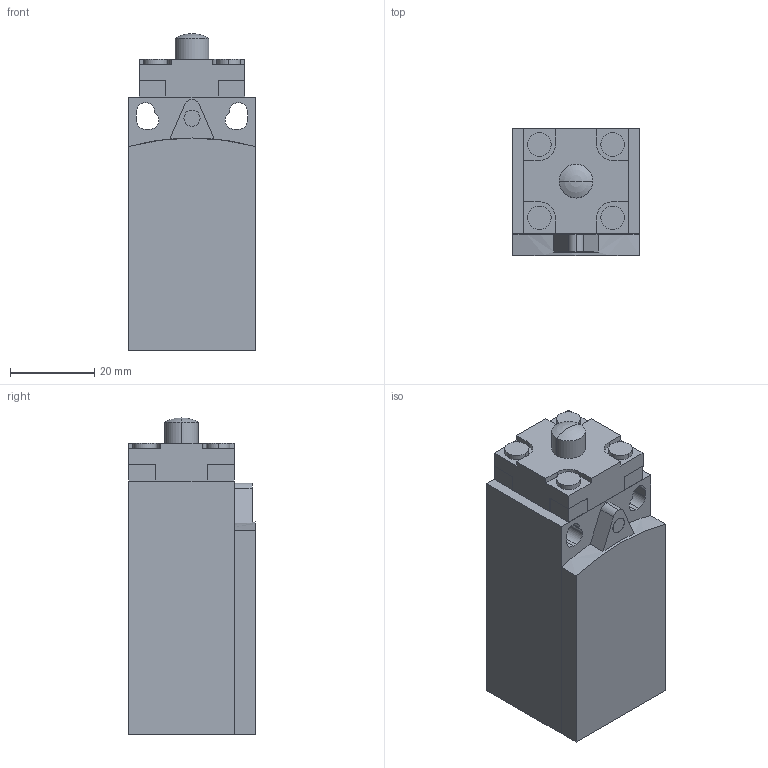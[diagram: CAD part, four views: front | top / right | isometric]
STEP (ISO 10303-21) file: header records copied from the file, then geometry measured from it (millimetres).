
FILE_DESCRIPTION(('starvars output'),'2;1');
FILE_NAME('cv20200406051211000016562.stp','05:12:11 2020/04/06',( 'Thomas Industrial Network Germany GmbH'),( 'Thomas Industrial Network Germany GmbH'),'unknown preprocess','ACIS' ,'unknown authorization');
FILE_SCHEMA(('AUTOMOTIVE_DESIGN_CC2 {UNKNOWN IMPLEMENTATION LEVEL}'));
Length unit declared in the file: millimetre
Products named in the file (1): PRODUCT_ID_1
Bounding box: 30 x 30 x 75 mm (x, y, z)
Volume: 54844.2 mm3; surface area: 11378.4 mm2
Topology: 1 solids, 1 shells, 97 faces, 255 edges, 167 vertices
Faces by surface type: plane 62, cylinder 29, cone 4, sphere 2
Entity records: 3564 total; most frequent: ORIENTED_EDGE 506, CARTESIAN_POINT 459, DIRECTION 411, EDGE_CURVE 253, VECTOR 173, LINE 173, VERTEX_POINT 167, AXIS2_PLACEMENT_3D 119
